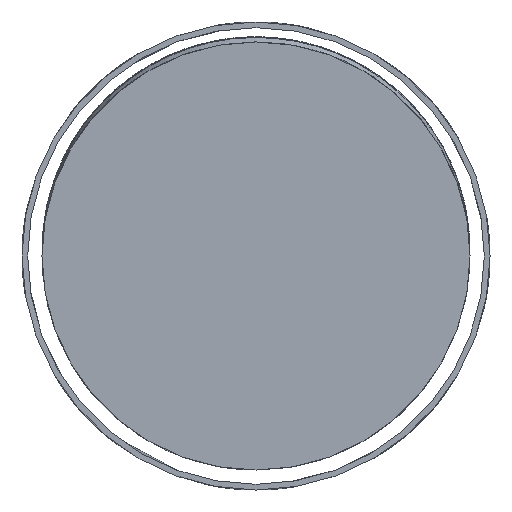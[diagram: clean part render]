
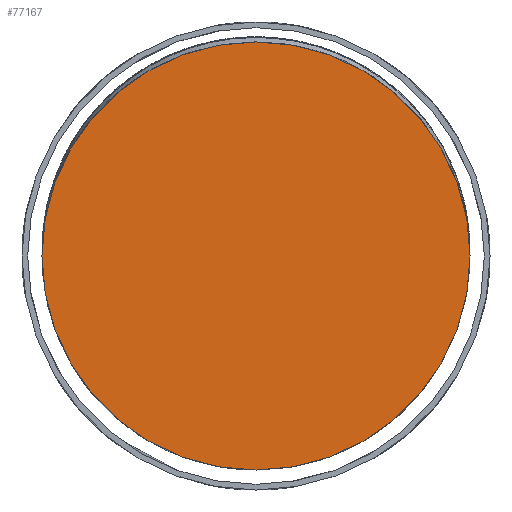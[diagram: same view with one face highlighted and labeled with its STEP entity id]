
A CAD part, front view. The second image highlights one B-rep face of the part: STEP entity #77167.
In plain terms, the highlighted planar face has unit normal (0, -1, 0).
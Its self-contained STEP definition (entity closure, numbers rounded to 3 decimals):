
#9177=PLANE('',#82168);
#10642=FACE_OUTER_BOUND('',#15254,.T.);
#15254=EDGE_LOOP('',(#52068));
#28455=CIRCLE('',#82167,150.);
#31350=VERTEX_POINT('',#107698);
#39449=EDGE_CURVE('',#31350,#31350,#28455,.T.);
#52068=ORIENTED_EDGE('',*,*,#39449,.F.);
#77167=ADVANCED_FACE('',(#10642),#9177,.F.);
#82167=AXIS2_PLACEMENT_3D('',#107700,#89319,#89320);
#82168=AXIS2_PLACEMENT_3D('',#107701,#89321,#89322);
#89319=DIRECTION('center_axis',(0.,1.,0.));
#89320=DIRECTION('ref_axis',(1.,0.,0.));
#89321=DIRECTION('center_axis',(0.,1.,0.));
#89322=DIRECTION('ref_axis',(1.,0.,0.));
#107698=CARTESIAN_POINT('',(-150.,-60.,0.));
#107700=CARTESIAN_POINT('Origin',(0.,-60.,0.));
#107701=CARTESIAN_POINT('Origin',(0.,-60.,0.));
